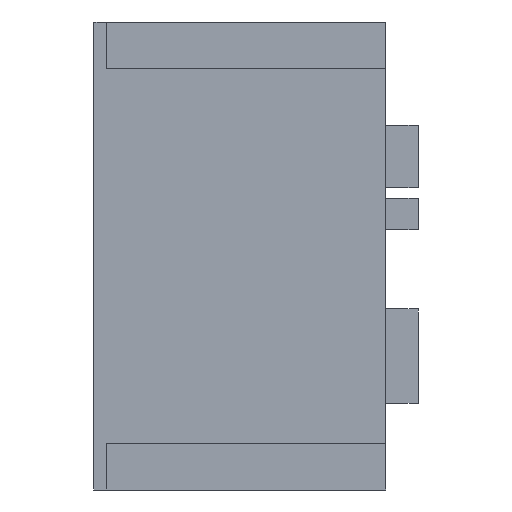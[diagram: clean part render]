
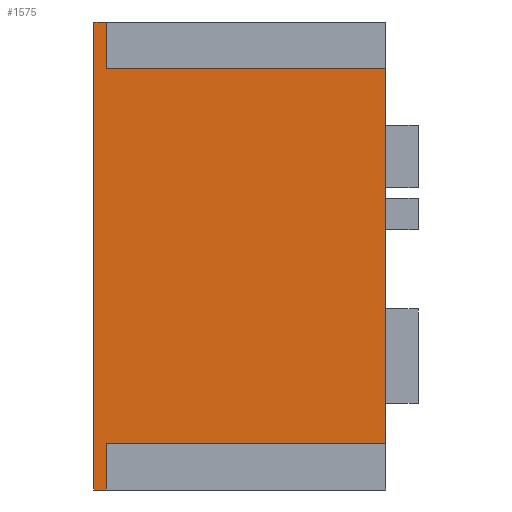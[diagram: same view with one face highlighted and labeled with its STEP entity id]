
A CAD part, front view. The second image highlights one B-rep face of the part: STEP entity #1575.
In plain terms, the highlighted planar face has unit normal (0, -1, 0).
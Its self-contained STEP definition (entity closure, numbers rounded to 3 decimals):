
#76=PLANE('',#1671);
#349=ORIENTED_EDGE('',*,*,#714,.F.);
#350=ORIENTED_EDGE('',*,*,#724,.T.);
#351=ORIENTED_EDGE('',*,*,#726,.T.);
#352=ORIENTED_EDGE('',*,*,#727,.F.);
#353=ORIENTED_EDGE('',*,*,#567,.T.);
#354=ORIENTED_EDGE('',*,*,#563,.T.);
#355=ORIENTED_EDGE('',*,*,#572,.T.);
#356=ORIENTED_EDGE('',*,*,#561,.T.);
#561=EDGE_CURVE('',#779,#780,#927,.T.);
#563=EDGE_CURVE('',#782,#781,#929,.T.);
#567=EDGE_CURVE('',#785,#782,#933,.T.);
#572=EDGE_CURVE('',#781,#779,#938,.T.);
#714=EDGE_CURVE('',#882,#780,#1080,.T.);
#724=EDGE_CURVE('',#882,#892,#1090,.T.);
#726=EDGE_CURVE('',#892,#893,#1092,.T.);
#727=EDGE_CURVE('',#785,#893,#1093,.T.);
#779=VERTEX_POINT('',#2111);
#780=VERTEX_POINT('',#2113);
#781=VERTEX_POINT('',#2117);
#782=VERTEX_POINT('',#2119);
#785=VERTEX_POINT('',#2127);
#882=VERTEX_POINT('',#2418);
#892=VERTEX_POINT('',#2441);
#893=VERTEX_POINT('',#2446);
#927=LINE('',#2114,#1145);
#929=LINE('',#2118,#1147);
#933=LINE('',#2126,#1151);
#938=LINE('',#2136,#1156);
#1080=LINE('',#2419,#1298);
#1090=LINE('',#2442,#1308);
#1092=LINE('',#2445,#1310);
#1093=LINE('',#2447,#1311);
#1145=VECTOR('',#1724,1000.);
#1147=VECTOR('',#1728,1000.);
#1151=VECTOR('',#1734,1000.);
#1156=VECTOR('',#1743,1000.);
#1298=VECTOR('',#1977,1000.);
#1308=VECTOR('',#1993,1000.);
#1310=VECTOR('',#1997,1000.);
#1311=VECTOR('',#1998,1000.);
#1409=EDGE_LOOP('',(#349,#350,#351,#352,#353,#354,#355,#356));
#1491=FACE_BOUND('',#1409,.T.);
#1575=ADVANCED_FACE('',(#1491),#76,.T.);
#1671=AXIS2_PLACEMENT_3D('',#2444,#1995,#1996);
#1724=DIRECTION('',(1.,0.,0.));
#1728=DIRECTION('',(-1.,0.,0.));
#1734=DIRECTION('',(0.,0.,1.));
#1743=DIRECTION('',(0.,0.,-1.));
#1977=DIRECTION('',(0.,0.,-1.));
#1993=DIRECTION('',(1.,0.,0.));
#1995=DIRECTION('',(0.,-1.,0.));
#1996=DIRECTION('',(0.,0.,-1.));
#1997=DIRECTION('',(0.,0.,1.));
#1998=DIRECTION('',(1.,0.,0.));
#2111=CARTESIAN_POINT('',(5.259,0.,0.));
#2113=CARTESIAN_POINT('',(9.259,0.,0.));
#2114=CARTESIAN_POINT('',(0.,0.,0.));
#2117=CARTESIAN_POINT('',(5.259,0.,151.2));
#2118=CARTESIAN_POINT('',(94.3,0.,151.2));
#2119=CARTESIAN_POINT('',(9.259,0.,151.2));
#2126=CARTESIAN_POINT('',(9.259,0.,136.2));
#2127=CARTESIAN_POINT('',(9.259,0.,136.2));
#2136=CARTESIAN_POINT('',(5.259,0.,151.2));
#2418=CARTESIAN_POINT('',(9.259,0.,15.));
#2419=CARTESIAN_POINT('',(9.259,0.,0.));
#2441=CARTESIAN_POINT('',(99.559,0.,15.));
#2442=CARTESIAN_POINT('',(14.517,0.,15.));
#2444=CARTESIAN_POINT('',(0.,0.,0.));
#2445=CARTESIAN_POINT('',(99.559,0.,0.));
#2446=CARTESIAN_POINT('',(99.559,0.,136.2));
#2447=CARTESIAN_POINT('',(14.517,0.,136.2));
